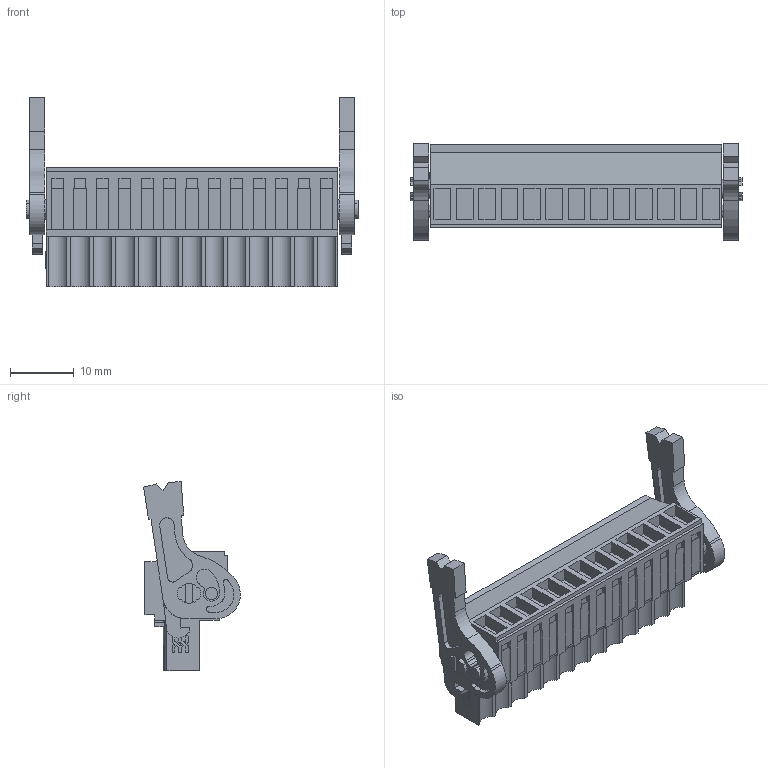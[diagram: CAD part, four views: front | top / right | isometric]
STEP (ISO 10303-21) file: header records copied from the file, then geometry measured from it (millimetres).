
FILE_DESCRIPTION(('CATIA V5 STEP Exchange','CAx-IF Rec.Pracs.--- Model Styling and Organization---1.2---2011-12-15'),'2;1');
FILE_NAME ('D1452687_0_1531110000_1531110000.stp','2017-04-25T12:40:43+00:00',('none'),('Weidmueller'),'CATIA Version 5-6 Release 2014','CATIA V5 STEP AP214','none');
FILE_SCHEMA(('AUTOMOTIVE_DESIGN { 1 0 10303 214 1 1 1 1 }'));
Length unit declared in the file: millimetre
Products named in the file (1): 1531110000
Bounding box: 51.9 x 15.12 x 29.66 mm (x, y, z)
Volume: 7379.9 mm3; surface area: 6501.9 mm2
Topology: 16 solids, 16 shells, 995 faces, 2773 edges, 1880 vertices
Faces by surface type: plane 817, cylinder 118, extrusion 60
Entity records: 30093 total; most frequent: CARTESIAN_POINT 6386, ORIENTED_EDGE 5546, DIRECTION 3693, EDGE_CURVE 2773, VECTOR 2285, LINE 2225, VERTEX_POINT 1880, EDGE_LOOP 1073
